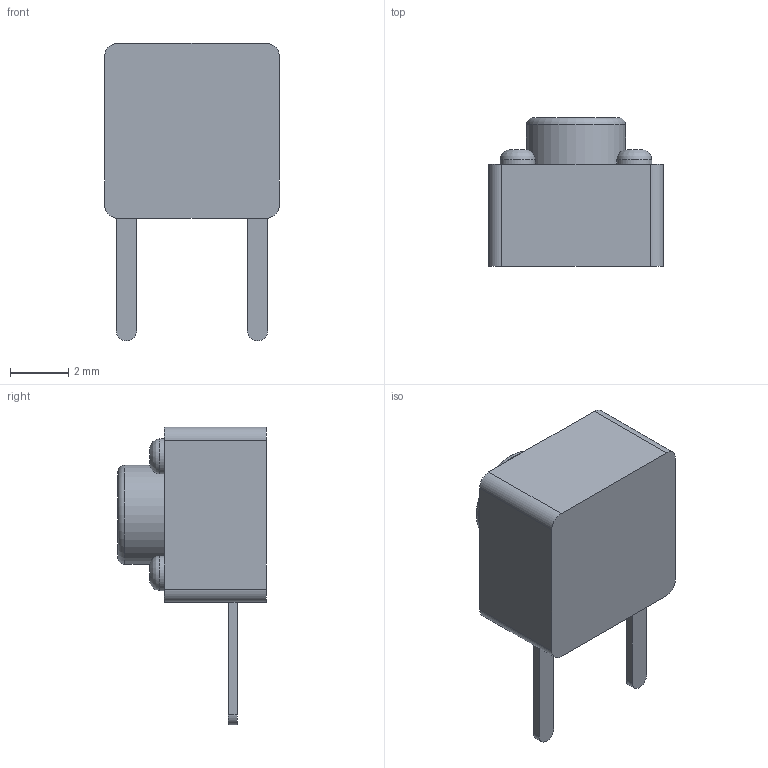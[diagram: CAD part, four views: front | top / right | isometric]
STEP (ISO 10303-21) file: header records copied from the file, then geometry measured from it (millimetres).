
FILE_DESCRIPTION(/* description */ (''),/* implementation_level */ '2;1');
FILE_NAME(/* name */ 'Tact Z Switch.step',/* time_stamp */ '2024-06-17T23:42:34-07:00',/* author */ (''),/* organization */ (''),/* preprocessor_version */ 'ST-DEVELOPER v20',/* originating_system */ 'Autodesk Translation Framework v12.20.1.177',/* authorisation */ '');
FILE_SCHEMA (('AUTOMOTIVE_DESIGN { 1 0 10303 214 3 1 1 }'));
Length unit declared in the file: millimetre
Products named in the file (1): Tact Z Switch
Bounding box: 6 x 5.1 x 10.2 mm (x, y, z)
Volume: 143.4 mm3; surface area: 190.3 mm2
Topology: 1 solids, 1 shells, 35 faces, 84 edges, 56 vertices
Faces by surface type: plane 19, cylinder 11, bspline 4, torus 1
Full cylindrical faces by diameter (mm): 1.2 x4, 3.4 x1
Entity records: 1191 total; most frequent: CARTESIAN_POINT 280, DIRECTION 189, ORIENTED_EDGE 168, EDGE_CURVE 84, AXIS2_PLACEMENT_3D 73, VERTEX_POINT 56, LINE 43, VECTOR 43
